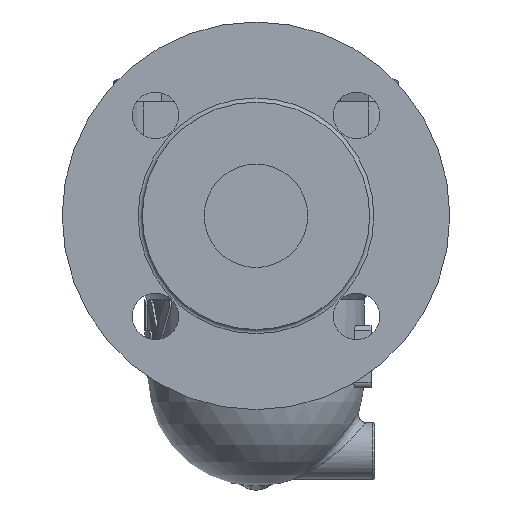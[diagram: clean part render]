
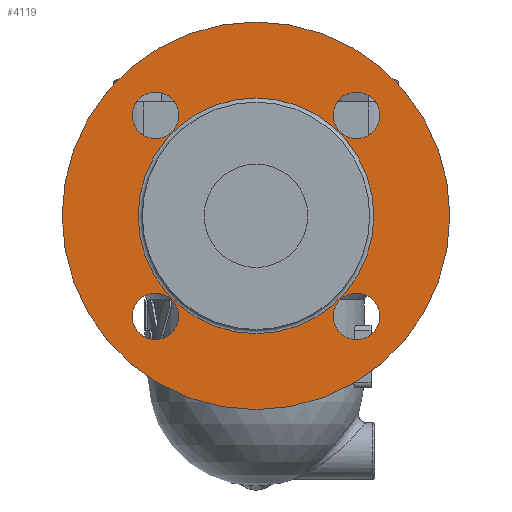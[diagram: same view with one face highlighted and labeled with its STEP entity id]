
A CAD part, left-side view. The second image highlights one B-rep face of the part: STEP entity #4119.
In plain terms, the highlighted planar face has unit normal (-1, 0, 0).
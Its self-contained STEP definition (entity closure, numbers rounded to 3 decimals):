
#690=PLANE('',#4414);
#807=FACE_BOUND('',#1194,.T.);
#808=FACE_BOUND('',#1195,.T.);
#809=FACE_BOUND('',#1196,.T.);
#810=FACE_BOUND('',#1197,.T.);
#811=FACE_BOUND('',#1198,.T.);
#903=FACE_OUTER_BOUND('',#1193,.T.);
#1193=EDGE_LOOP('',(#2827));
#1194=EDGE_LOOP('',(#2828));
#1195=EDGE_LOOP('',(#2829));
#1196=EDGE_LOOP('',(#2830));
#1197=EDGE_LOOP('',(#2831));
#1198=EDGE_LOOP('',(#2832));
#1558=CIRCLE('',#4404,75.);
#1561=CIRCLE('',#4410,45.6);
#1564=CIRCLE('',#4415,9.);
#1565=CIRCLE('',#4416,9.);
#1566=CIRCLE('',#4417,9.);
#1567=CIRCLE('',#4418,9.);
#1786=VERTEX_POINT('',#6096);
#1789=VERTEX_POINT('',#6105);
#1792=VERTEX_POINT('',#6113);
#1793=VERTEX_POINT('',#6115);
#1794=VERTEX_POINT('',#6117);
#1795=VERTEX_POINT('',#6119);
#2200=EDGE_CURVE('',#1786,#1786,#1558,.T.);
#2203=EDGE_CURVE('',#1789,#1789,#1561,.T.);
#2206=EDGE_CURVE('',#1792,#1792,#1564,.T.);
#2207=EDGE_CURVE('',#1793,#1793,#1565,.T.);
#2208=EDGE_CURVE('',#1794,#1794,#1566,.T.);
#2209=EDGE_CURVE('',#1795,#1795,#1567,.T.);
#2827=ORIENTED_EDGE('',*,*,#2200,.T.);
#2828=ORIENTED_EDGE('',*,*,#2206,.T.);
#2829=ORIENTED_EDGE('',*,*,#2207,.T.);
#2830=ORIENTED_EDGE('',*,*,#2208,.T.);
#2831=ORIENTED_EDGE('',*,*,#2209,.T.);
#2832=ORIENTED_EDGE('',*,*,#2203,.F.);
#4119=ADVANCED_FACE('',(#903,#807,#808,#809,#810,#811),#690,.F.);
#4404=AXIS2_PLACEMENT_3D('',#6097,#4917,#4918);
#4410=AXIS2_PLACEMENT_3D('',#6106,#4929,#4930);
#4414=AXIS2_PLACEMENT_3D('',#6112,#4937,#4938);
#4415=AXIS2_PLACEMENT_3D('',#6114,#4939,#4940);
#4416=AXIS2_PLACEMENT_3D('',#6116,#4941,#4942);
#4417=AXIS2_PLACEMENT_3D('',#6118,#4943,#4944);
#4418=AXIS2_PLACEMENT_3D('',#6120,#4945,#4946);
#4917=DIRECTION('center_axis',(-1.,0.,0.));
#4918=DIRECTION('ref_axis',(0.,0.,1.));
#4929=DIRECTION('center_axis',(-1.,0.,0.));
#4930=DIRECTION('ref_axis',(0.,0.,-1.));
#4937=DIRECTION('center_axis',(1.,0.,0.));
#4938=DIRECTION('ref_axis',(0.,0.,-1.));
#4939=DIRECTION('center_axis',(1.,0.,0.));
#4940=DIRECTION('ref_axis',(0.,0.,-1.));
#4941=DIRECTION('center_axis',(1.,0.,0.));
#4942=DIRECTION('ref_axis',(0.,-1.,0.));
#4943=DIRECTION('center_axis',(1.,0.,0.));
#4944=DIRECTION('ref_axis',(0.,0.,
1.));
#4945=DIRECTION('center_axis',(1.,0.,0.));
#4946=DIRECTION('ref_axis',(0.,1.,0.));
#6096=CARTESIAN_POINT('',(-132.,0.,48.));
#6097=CARTESIAN_POINT('Origin',(-132.,0.,-27.));
#6105=CARTESIAN_POINT('',(-132.,0.,18.6));
#6106=CARTESIAN_POINT('Origin',(-132.,0.,-27.));
#6112=CARTESIAN_POINT('Origin',(-132.,0.,32.5));
#6113=CARTESIAN_POINT('',(-132.,38.891,2.891));
#6114=CARTESIAN_POINT('Origin',(-132.,38.891,11.891));
#6115=CARTESIAN_POINT('',(-132.,29.891,-65.891));
#6116=CARTESIAN_POINT('Origin',(-132.,38.891,-65.891));
#6117=CARTESIAN_POINT('',(-132.,-38.891,-56.891));
#6118=CARTESIAN_POINT('Origin',(-132.,-38.891,-65.891));
#6119=CARTESIAN_POINT('',(-132.,-29.891,11.891));
#6120=CARTESIAN_POINT('Origin',(-132.,-38.891,11.891));
